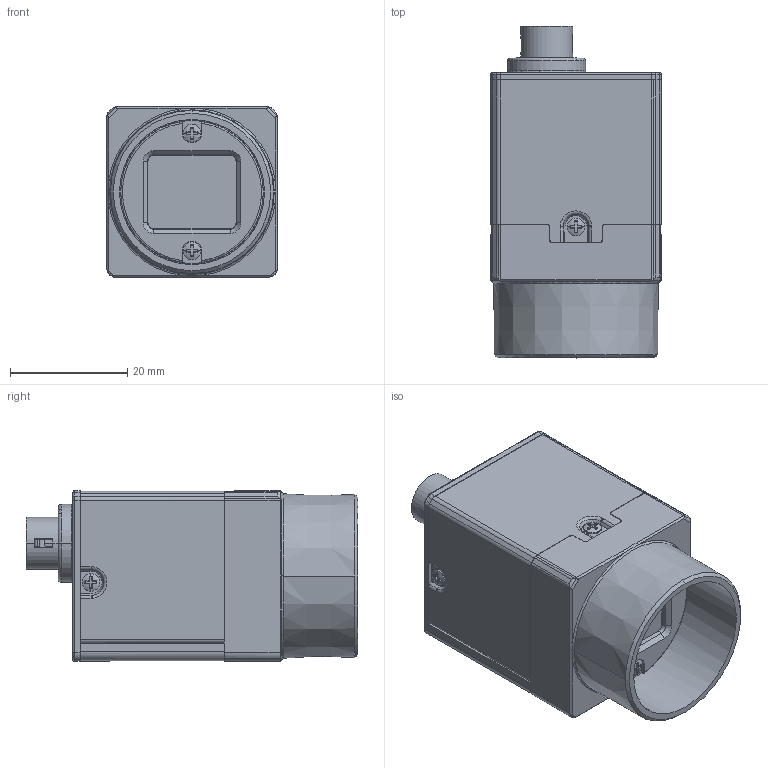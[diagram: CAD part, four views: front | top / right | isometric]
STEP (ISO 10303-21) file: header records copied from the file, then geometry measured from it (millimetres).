
FILE_DESCRIPTION(('STEP AP214'),'1');
FILE_NAME('CS_type-5(USB).stp','2022-12-02T09:32:08',(' '),(' '),'Spatial InterOp 3D',' ',' ');
FILE_SCHEMA(('AUTOMOTIVE_DESIGN { 1 0 10303 214 1 1 1 1 }'));
Length unit declared in the file: metre
Products named in the file (2): CS_type-5(USB); Component1
Assembly tree (1 placements, depth 2):
  CS_type-5(USB)
    Component1
Bounding box: 29 x 56.47 x 29 mm (x, y, z)
Volume: 14620.8 mm3; surface area: 16829.4 mm2
Topology: 1 solids, 2 shells, 2596 faces, 6989 edges, 4359 vertices
Faces by surface type: plane 1136, cylinder 649, cone 345, bspline 244, torus 188, sphere 34
Entity records: 109889 total; most frequent: CARTESIAN_POINT 29913, ORIENTED_EDGE 13876, DIRECTION 13838, EDGE_CURVE 6938, AXIS2_PLACEMENT_3D 4988, VERTEX_POINT 4358, LINE 3862, VECTOR 3862
